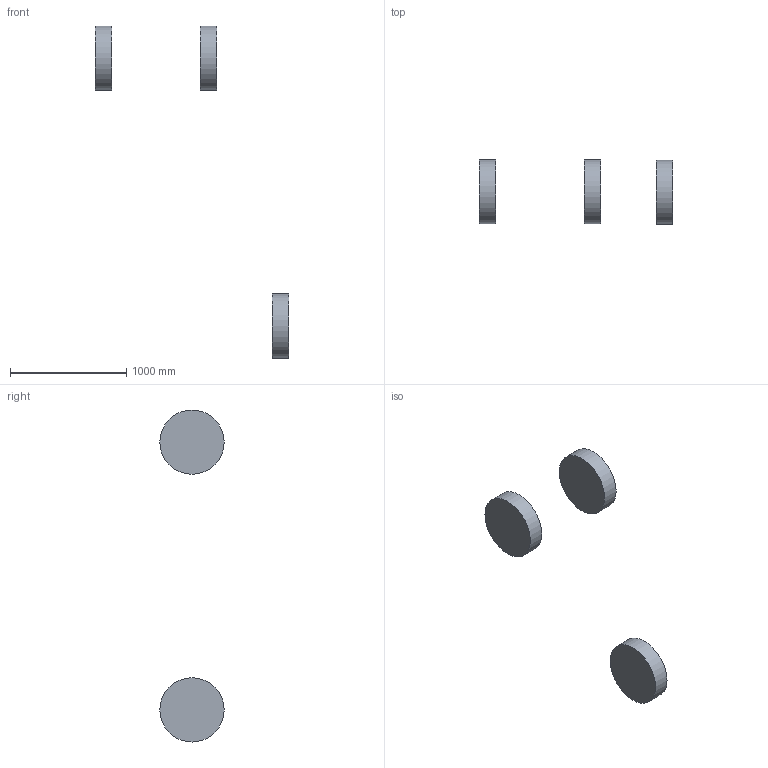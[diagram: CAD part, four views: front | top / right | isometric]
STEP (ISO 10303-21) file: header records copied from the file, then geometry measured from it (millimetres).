
FILE_DESCRIPTION(/* description */ (''),/* implementation_level */ '2;1');
FILE_NAME(/* name */ 'Wheel v11.step',/* time_stamp */ '2020-09-22T13:47:25+02:00',/* author */ (''),/* organization */ (''),/* preprocessor_version */ 'ST-DEVELOPER v18.1',/* originating_system */ 'Autodesk Translation Framework v9.3.0.1241',/* authorisation */ '');
FILE_SCHEMA (('AUTOMOTIVE_DESIGN { 1 0 10303 214 3 1 1 }'));
Length unit declared in the file: millimetre
Products named in the file (1): Wheel
Bounding box: 1661 x 551.6 x 2851.6 mm (x, y, z)
Volume: 133821663.3 mm3; surface area: 2882163.5 mm2
Topology: 4 solids, 4 shells, 12 faces, 12 edges, 8 vertices
Faces by surface type: plane 8, cylinder 4
Full cylindrical faces by diameter (mm): 551.6 x4
Entity records: 254 total; most frequent: DIRECTION 46, CARTESIAN_POINT 33, ORIENTED_EDGE 24, AXIS2_PLACEMENT_3D 21, FACE_OUTER_BOUND 12, EDGE_LOOP 12, EDGE_CURVE 12, ADVANCED_FACE 12
